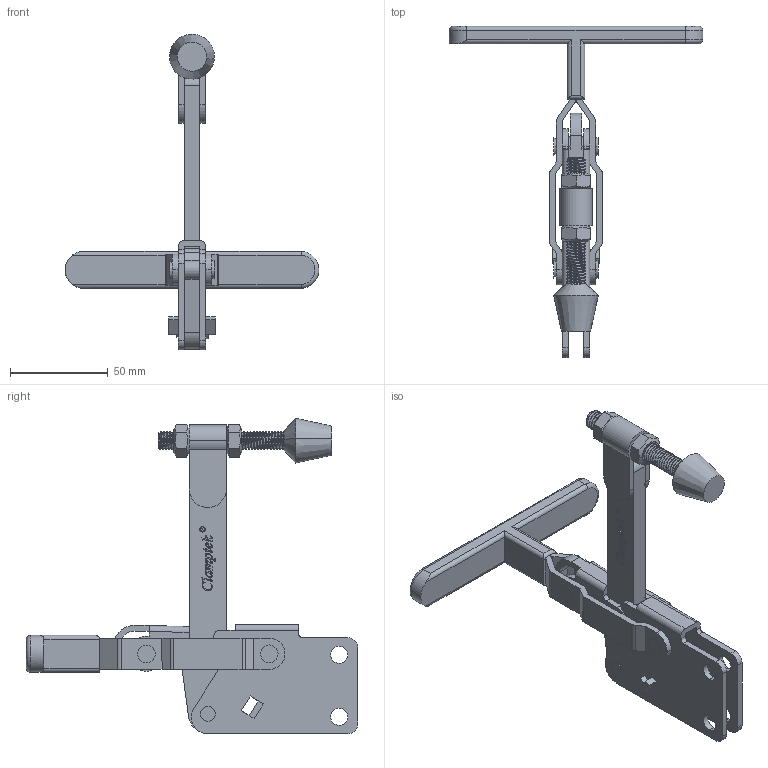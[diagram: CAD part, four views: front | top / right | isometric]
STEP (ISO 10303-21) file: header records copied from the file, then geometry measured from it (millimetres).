
FILE_DESCRIPTION (( 'STEP AP203' ), '1' );
FILE_NAME ('CH-12300.STEP', '2017-11-09T03:40:17', ( 'Windows' ), ( 'Microsoft' ), 'SwSTEP 2.0', 'SolidWorks 2015', '' );
FILE_SCHEMA (( 'CONFIG_CONTROL_DESIGN' ));
Length unit declared in the file: millimetre
Products named in the file (11): CH-12265-09; CH-12270-01 STRAIGHT BASE; CH-12300-02 SOLID BAR_默认<按加工>; T-HANDLE; CH-FC-38312 SPINDLE SUPPLIED; CH-12265-04 CONNECTING-PLATE; CH-FC-38312 NUT; CH-12265-05; CH-12300; CH-12265-06; CH-12265-08
Assembly tree (15 placements, depth 2):
  CH-12300
    CH-12265-04 CONNECTING-PLATE
    CH-12265-05  x2
    CH-12265-06  x2
    CH-12265-08  x2
    CH-12265-09  x2
    CH-12270-01 STRAIGHT BASE
    CH-12300-02 SOLID BAR_默认<按加工>
    T-HANDLE
    CH-FC-38312 SPINDLE SUPPLIED
    CH-FC-38312 NUT  x2
Bounding box: 130.03 x 169.75 x 161.69 mm (x, y, z)
Volume: 106083.3 mm3; surface area: 63148.3 mm2
Topology: 16 solids, 17 shells, 808 faces, 2150 edges, 1404 vertices
Faces by surface type: plane 276, cylinder 246, bspline 185, cone 95, torus 3, sphere 3
Entity records: 36478 total; most frequent: CARTESIAN_POINT 18386, ORIENTED_EDGE 3946, DIRECTION 2806, EDGE_CURVE 1973, VERTEX_POINT 1294, VECTOR 1040, LINE 1040, AXIS2_PLACEMENT_3D 883
